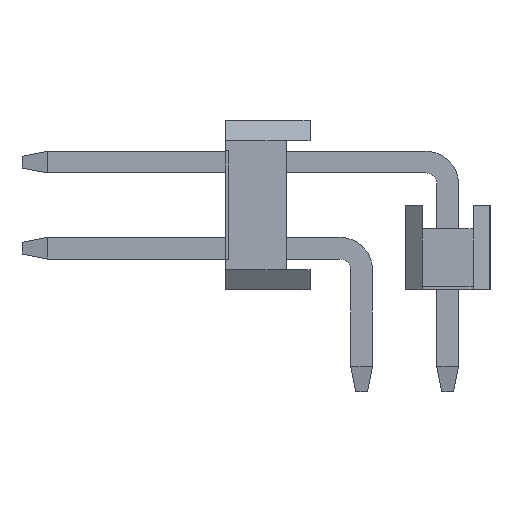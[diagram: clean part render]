
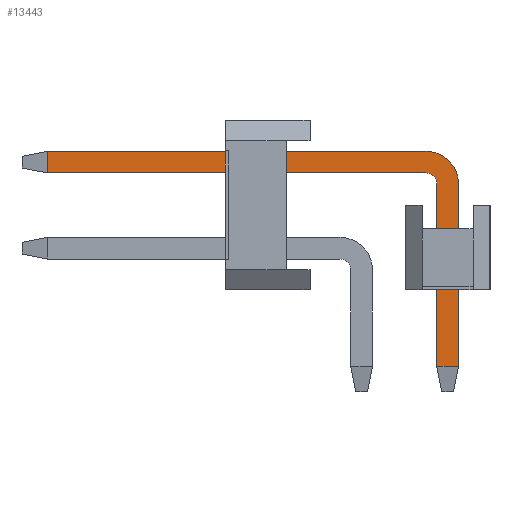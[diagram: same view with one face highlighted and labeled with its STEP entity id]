
A CAD part, left-side view. The second image highlights one B-rep face of the part: STEP entity #13443.
In plain terms, the highlighted planar face has unit normal (-1, 0, 0).
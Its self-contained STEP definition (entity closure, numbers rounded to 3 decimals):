
#13197=CARTESIAN_POINT('',(-0.32,5.25,0.95));
#13198=VERTEX_POINT('',#13197);
#13221=CARTESIAN_POINT('',(-0.32,5.25,1.59));
#13222=VERTEX_POINT('',#13221);
#13223=CARTESIAN_POINT('',(-0.32,5.25,0.95));
#13224=DIRECTION('',(0.,0.,1.));
#13225=VECTOR('',#13224,0.64);
#13226=LINE('',#13223,#13225);
#13227=EDGE_CURVE('',#13198,#13222,#13226,.T.);
#13268=CARTESIAN_POINT('',(-0.32,-5.92,1.59));
#13269=VERTEX_POINT('',#13268);
#13270=CARTESIAN_POINT('',(-0.32,5.25,1.59));
#13271=DIRECTION('',(0.,-1.,0.));
#13272=VECTOR('',#13271,11.17);
#13273=LINE('',#13270,#13272);
#13274=EDGE_CURVE('',#13222,#13269,#13273,.T.);
#13375=CARTESIAN_POINT('',(-0.32,-5.92,0.95));
#13376=VERTEX_POINT('',#13375);
#13383=CARTESIAN_POINT('',(-0.32,-5.92,0.95));
#13384=DIRECTION('',(0.,1.,0.));
#13385=VECTOR('',#13384,11.17);
#13386=LINE('',#13383,#13385);
#13387=EDGE_CURVE('',#13376,#13198,#13386,.T.);
#13393=CARTESIAN_POINT('',(-0.32,6.,1.59));
#13394=DIRECTION('',(0.,0.,-1.));
#13395=DIRECTION('',(-1.,-0.,-0.));
#13396=AXIS2_PLACEMENT_3D('',#13393,#13395,#13394);
#13397=PLANE('',#13396);
#13398=ORIENTED_EDGE('',*,*,#13387,.F.);
#13399=CARTESIAN_POINT('',(-0.32,-6.24,0.63));
#13400=VERTEX_POINT('',#13399);
#13401=CARTESIAN_POINT('',(-0.32,-5.92,0.63));
#13402=DIRECTION('',(0.,0.,1.));
#13403=DIRECTION('',(1.,0.,0.));
#13404=AXIS2_PLACEMENT_3D('',#13401,#13403,#13402);
#13405=CIRCLE('',#13404,0.32);
#13406=EDGE_CURVE('',#13376,#13400,#13405,.T.);
#13407=ORIENTED_EDGE('',*,*,#13406,.T.);
#13408=CARTESIAN_POINT('',(-0.32,-6.24,-4.75));
#13409=VERTEX_POINT('',#13408);
#13410=CARTESIAN_POINT('',(-0.32,-6.24,0.63));
#13411=DIRECTION('',(0.,0.,-1.));
#13412=VECTOR('',#13411,5.38);
#13413=LINE('',#13410,#13412);
#13414=EDGE_CURVE('',#13400,#13409,#13413,.T.);
#13415=ORIENTED_EDGE('',*,*,#13414,.T.);
#13416=CARTESIAN_POINT('',(-0.32,-6.88,-4.75));
#13417=VERTEX_POINT('',#13416);
#13418=CARTESIAN_POINT('',(-0.32,-6.24,-4.75));
#13419=DIRECTION('',(0.,-1.,0.));
#13420=VECTOR('',#13419,0.64);
#13421=LINE('',#13418,#13420);
#13422=EDGE_CURVE('',#13409,#13417,#13421,.T.);
#13423=ORIENTED_EDGE('',*,*,#13422,.T.);
#13424=CARTESIAN_POINT('',(-0.32,-6.88,0.63));
#13425=VERTEX_POINT('',#13424);
#13426=CARTESIAN_POINT('',(-0.32,-6.88,-4.75));
#13427=DIRECTION('',(0.,0.,1.));
#13428=VECTOR('',#13427,5.38);
#13429=LINE('',#13426,#13428);
#13430=EDGE_CURVE('',#13417,#13425,#13429,.T.);
#13431=ORIENTED_EDGE('',*,*,#13430,.T.);
#13432=CARTESIAN_POINT('',(-0.32,-5.92,0.63));
#13433=DIRECTION('',(0.,-1.,0.));
#13434=DIRECTION('',(-1.,0.,0.));
#13435=AXIS2_PLACEMENT_3D('',#13432,#13434,#13433);
#13436=CIRCLE('',#13435,0.96);
#13437=EDGE_CURVE('',#13425,#13269,#13436,.T.);
#13438=ORIENTED_EDGE('',*,*,#13437,.T.);
#13439=ORIENTED_EDGE('',*,*,#13274,.F.);
#13440=ORIENTED_EDGE('',*,*,#13227,.F.);
#13441=EDGE_LOOP('',(#13398,#13407,#13415,#13423,#13431,#13438,#13439,#13440));
#13442=FACE_OUTER_BOUND('',#13441,.T.);
#13443=ADVANCED_FACE('',(#13442),#13397,.T.);
